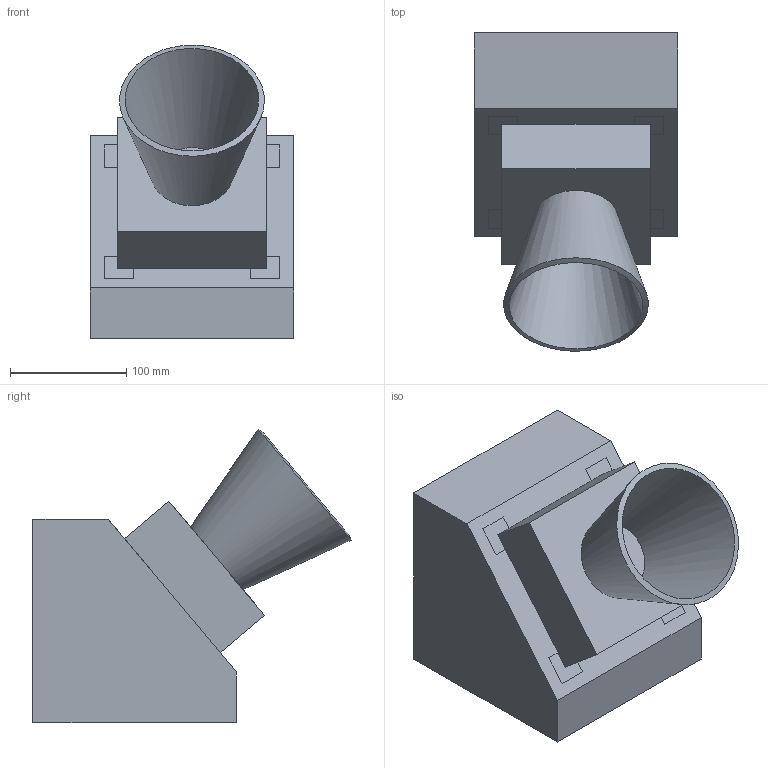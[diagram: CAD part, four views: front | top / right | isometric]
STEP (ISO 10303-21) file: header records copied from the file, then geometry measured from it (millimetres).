
FILE_DESCRIPTION(/* description */ ('CAx-IF Rec.Pracs.---Representation and Presentation of Product Manufacturing Information (PMI)---4.0---2014-10-13','CAx-IF Rec.Pracs.---3D Tessellated Geometry---0.4---2014-09-14','2;1'),/* implementation_level */ '2;1');
FILE_NAME(/* name */ 'geometry',/* time_stamp */ '2020-08-10T08:09:06-07:00',/* author */ (''),/* organization */ (''),/* preprocessor_version */ 'ST-DEVELOPER v16.7',/* originating_system */ 'SIEMENS PLM Software NX 1859',/* authorisation */ $);
FILE_SCHEMA (('AP242_MANAGED_MODEL_BASED_3D_ENGINEERING_MIM_LF { 1 0 10303 442 1 1 4 }'));
Length unit declared in the file: millimetre
Products named in the file (1): geometry
Bounding box: 175 x 273.82 x 252.68 mm (x, y, z)
Volume: 4408445.7 mm3; surface area: 353324.2 mm2
Topology: 10 solids, 11 shells, 111 faces, 238 edges, 158 vertices
Faces by surface type: plane 108, bspline 3
Entity records: 3938 total; most frequent: CARTESIAN_POINT 1305, DIRECTION 479, ORIENTED_EDGE 470, EDGE_CURVE 235, LINE 231, VECTOR 231, VERTEX_POINT 158, AXIS2_PLACEMENT_3D 133
